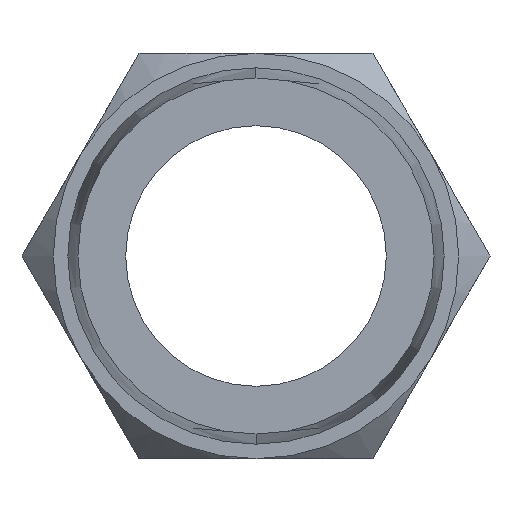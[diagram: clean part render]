
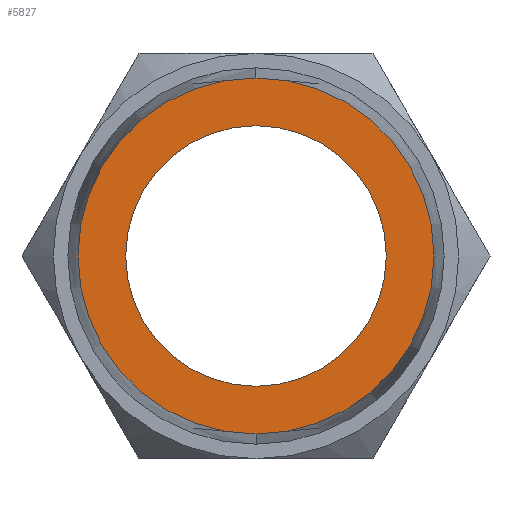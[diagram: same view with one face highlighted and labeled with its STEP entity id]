
A CAD part, left-side view. The second image highlights one B-rep face of the part: STEP entity #5827.
In plain terms, the highlighted planar face has unit normal (-1, 0, 0).
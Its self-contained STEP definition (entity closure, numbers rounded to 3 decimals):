
#99 = CIRCLE ( 'NONE', #2365, 4.5 ) ;
#223 = VERTEX_POINT ( 'NONE', #554 ) ;
#361 = FACE_OUTER_BOUND ( 'NONE', #4091, .T. ) ;
#487 = DIRECTION ( 'NONE',  ( 1., 0., 0. ) ) ;
#554 = CARTESIAN_POINT ( 'NONE',  ( 0., 0., 4.5 ) ) ;
#741 = FACE_BOUND ( 'NONE', #3068, .T. ) ;
#816 = EDGE_CURVE ( 'NONE', #1178, #2792, #5611, .T. ) ;
#856 = CARTESIAN_POINT ( 'NONE',  ( 0., 0., 0. ) ) ;
#904 = EDGE_CURVE ( 'NONE', #223, #2237, #988, .T. ) ;
#988 = CIRCLE ( 'NONE', #5211, 4.5 ) ;
#1037 = EDGE_CURVE ( 'NONE', #2237, #223, #99, .T. ) ;
#1061 = CARTESIAN_POINT ( 'NONE',  ( 0., 0., -4.5 ) ) ;
#1178 = VERTEX_POINT ( 'NONE', #5778 ) ;
#1290 = CARTESIAN_POINT ( 'NONE',  ( 0., 0., 0. ) ) ;
#1484 = CARTESIAN_POINT ( 'NONE',  ( 0., 0., -6.15 ) ) ;
#1736 = ORIENTED_EDGE ( 'NONE', *, *, #1037, .T. ) ;
#1916 = CARTESIAN_POINT ( 'NONE',  ( 0., 0., 0. ) ) ;
#2237 = VERTEX_POINT ( 'NONE', #1061 ) ;
#2293 = ORIENTED_EDGE ( 'NONE', *, *, #904, .T. ) ;
#2365 = AXIS2_PLACEMENT_3D ( 'NONE', #5543, #487, #2798 ) ;
#2615 = DIRECTION ( 'NONE',  ( 0., 0., -1. ) ) ;
#2792 = VERTEX_POINT ( 'NONE', #1484 ) ;
#2798 = DIRECTION ( 'NONE',  ( 0., 0., -1. ) ) ;
#2945 = AXIS2_PLACEMENT_3D ( 'NONE', #5760, #3405, #2948 ) ;
#2948 = DIRECTION ( 'NONE',  ( 0., 0., 1. ) ) ;
#3068 = EDGE_LOOP ( 'NONE', ( #2293, #1736 ) ) ;
#3270 = AXIS2_PLACEMENT_3D ( 'NONE', #856, #4093, #2615 ) ;
#3405 = DIRECTION ( 'NONE',  ( -1., 0., 0. ) ) ;
#3544 = ORIENTED_EDGE ( 'NONE', *, *, #816, .T. ) ;
#3971 = DIRECTION ( 'NONE',  ( 0., 0., -1. ) ) ;
#4000 = DIRECTION ( 'NONE',  ( 1., 0., 0. ) ) ;
#4091 = EDGE_LOOP ( 'NONE', ( #4955, #3544 ) ) ;
#4093 = DIRECTION ( 'NONE',  ( 1., 0., 0. ) ) ;
#4654 = AXIS2_PLACEMENT_3D ( 'NONE', #1916, #5678, #5205 ) ;
#4955 = ORIENTED_EDGE ( 'NONE', *, *, #5247, .T. ) ;
#5205 = DIRECTION ( 'NONE',  ( 0., 0., 1. ) ) ;
#5211 = AXIS2_PLACEMENT_3D ( 'NONE', #1290, #4000, #3971 ) ;
#5247 = EDGE_CURVE ( 'NONE', #2792, #1178, #5536, .T. ) ;
#5536 = CIRCLE ( 'NONE', #4654, 6.15 ) ;
#5543 = CARTESIAN_POINT ( 'NONE',  ( 0., 0., 0. ) ) ;
#5611 = CIRCLE ( 'NONE', #2945, 6.15 ) ;
#5678 = DIRECTION ( 'NONE',  ( -1., 0., 0. ) ) ;
#5760 = CARTESIAN_POINT ( 'NONE',  ( 0., 0., 0. ) ) ;
#5778 = CARTESIAN_POINT ( 'NONE',  ( 0., 0., 6.15 ) ) ;
#5827 = ADVANCED_FACE ( 'NONE', ( #741, #361 ), #5945, .F. ) ;
#5945 = PLANE ( 'NONE',  #3270 ) ;
